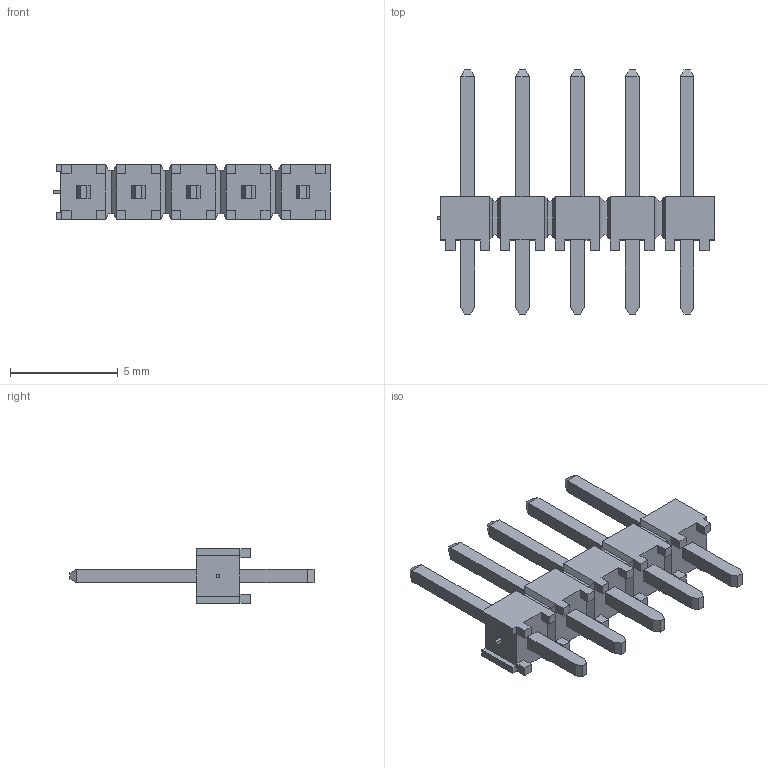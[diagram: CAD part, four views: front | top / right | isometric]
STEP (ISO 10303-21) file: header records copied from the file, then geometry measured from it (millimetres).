
FILE_DESCRIPTION(/* description */ ('STEP AP214'),/* implementation_level */ '2;1');
FILE_NAME(/* name */ 'TSW-105-23-G-S',/* time_stamp */ '2025-07-08T11:19:34+02:00',/* author */ ('License CC BY-ND 4.0'),/* organization */ ('CADENAS'),/* preprocessor_version */ 'ST-DEVELOPER v19.3',/* originating_system */ 'PARTsolutions',/* authorisation */ ' ');
FILE_SCHEMA (('AUTOMOTIVE_DESIGN {1 0 10303 214 3 1 1}'));
Length unit declared in the file: inch
Products named in the file (3): TSW-105-23-G-S; TSW-105-23-G-S_body; T-1S6-16-TSW-1-23-5-S
Assembly tree (2 placements, depth 2):
  TSW-105-23-G-S
    TSW-105-23-G-S_body
    T-1S6-16-TSW-1-23-5-S
Bounding box: 12.83 x 11.3 x 2.54 mm (x, y, z)
Volume: 83.2 mm3; surface area: 332.9 mm2
Topology: 2 solids, 2 shells, 257 faces, 658 edges, 416 vertices
Faces by surface type: plane 257
Entity records: 7626 total; most frequent: CARTESIAN_POINT 1334, ORIENTED_EDGE 1316, DIRECTION 1178, EDGE_CURVE 658, LINE 658, VECTOR 658, VERTEX_POINT 416, EDGE_LOOP 278
